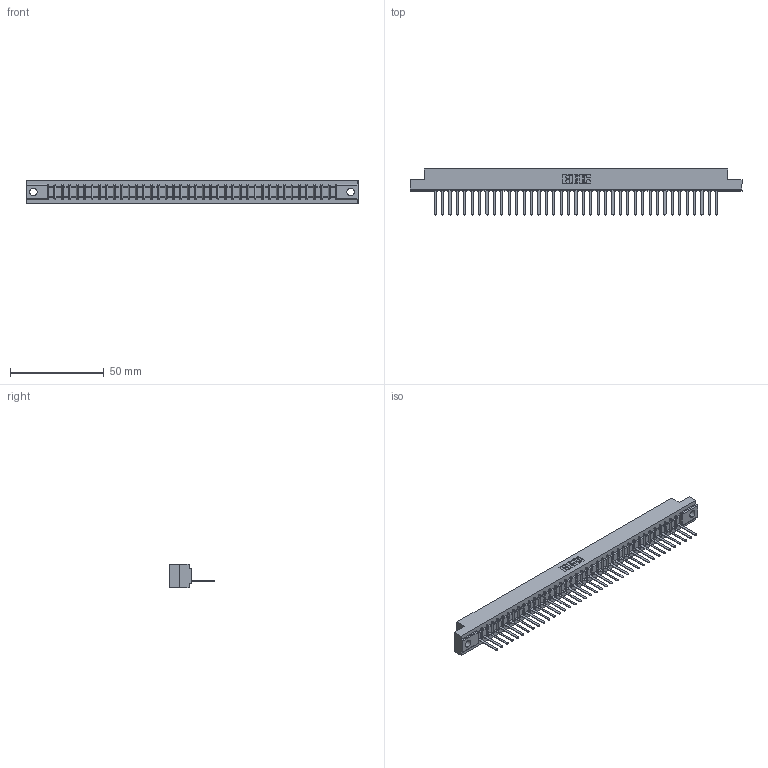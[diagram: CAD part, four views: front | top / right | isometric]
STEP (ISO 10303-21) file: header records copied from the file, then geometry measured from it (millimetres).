
FILE_DESCRIPTION (( 'STEP AP203' ), '1' );
FILE_NAME ('307-039-541-104.STEP', '2019-09-05T09:44:52', ( '' ), ( '' ), 'SwSTEP 2.0', 'SolidWorks 2016', '' );
FILE_SCHEMA (( 'CONFIG_CONTROL_DESIGN' ));
Length unit declared in the file: inch
Products named in the file (3): 307 Part_.156 Dia Mounting Holes; 307-039-541-104; 307-290-002_541
Assembly tree (40 placements, depth 2):
  307-039-541-104
    307 Part_.156 Dia Mounting Holes
    307-290-002_541  x39
Bounding box: 177.55 x 24.59 x 12.7 mm (x, y, z)
Volume: 18981.4 mm3; surface area: 24344.8 mm2
Topology: 40 solids, 40 shells, 3058 faces, 9407 edges, 6162 vertices
Faces by surface type: plane 1839, cylinder 1139, sphere 80
Entity records: 34940 total; most frequent: CARTESIAN_POINT 5898, ORIENTED_EDGE 5886, DIRECTION 5723, EDGE_CURVE 2943, LINE 2261, VECTOR 2261, VERTEX_POINT 1906, AXIS2_PLACEMENT_3D 1731
